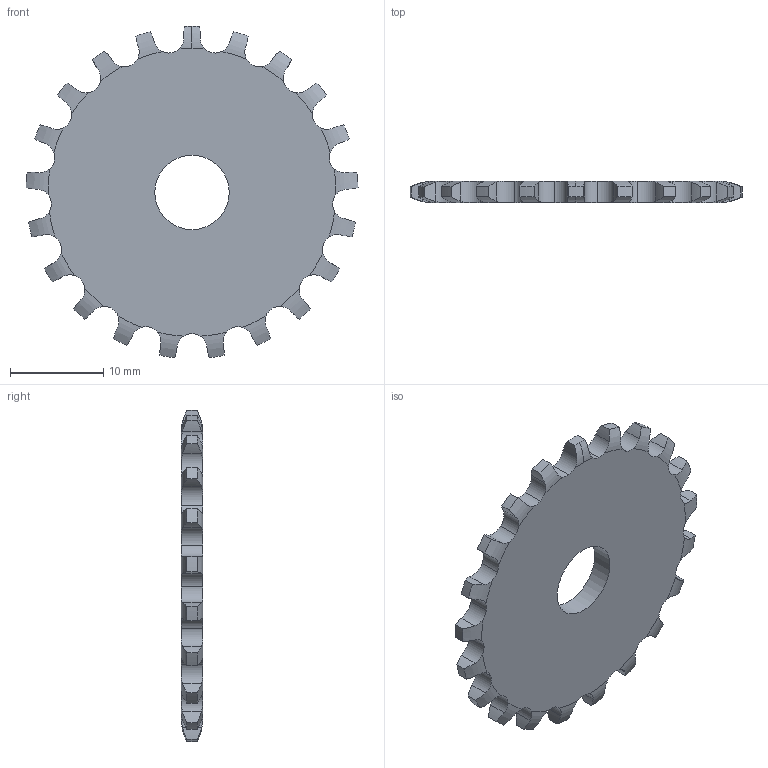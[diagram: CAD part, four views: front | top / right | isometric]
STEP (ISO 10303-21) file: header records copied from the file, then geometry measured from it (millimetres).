
FILE_DESCRIPTION(('FreeCAD Model'),'2;1');
FILE_NAME('Open CASCADE Shape Model','2021-12-27T16:25:04',('FreeCAD'),( 'FreeCAD'),'Open CASCADE STEP processor 7.4','FreeCAD','Unknown');
FILE_SCHEMA(('AUTOMOTIVE_DESIGN { 1 0 10303 214 1 1 1 1 }'));
Length unit declared in the file: millimetre
Products named in the file (1): Open CASCADE STEP translator 7.4 100
Bounding box: 35.68 x 2.3 x 35.6 mm (x, y, z)
Volume: 1782.8 mm3; surface area: 1983.5 mm2
Topology: 1 solids, 1 shells, 152 faces, 450 edges, 300 vertices
Faces by surface type: cylinder 106, revolution 44, plane 2
Full cylindrical faces by diameter (mm): 8 x1
Entity records: 16930 total; most frequent: CARTESIAN_POINT 8797, DIRECTION 1304, ORIENTED_EDGE 900, PCURVE 900, DEFINITIONAL_REPRESENTATION 900, LINE 538, VECTOR 538, B_SPLINE_CURVE_WITH_KNOTS 506
